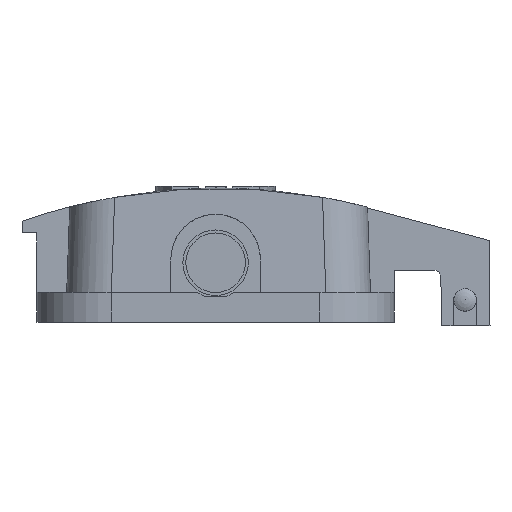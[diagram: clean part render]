
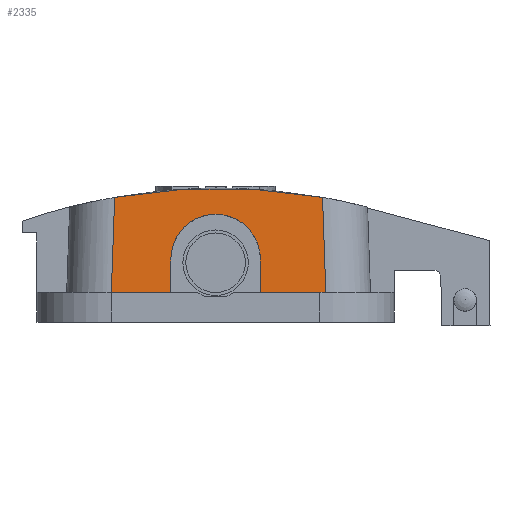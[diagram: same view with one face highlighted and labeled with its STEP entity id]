
A CAD part, left-side view. The second image highlights one B-rep face of the part: STEP entity #2335.
In plain terms, the highlighted planar face has unit normal (-0.999, 0, 0.035).
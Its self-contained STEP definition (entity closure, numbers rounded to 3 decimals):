
#1946=ELLIPSE('',#7538,6.004,6.);
#1948=ELLIPSE('',#7542,80.049,80.);
#2335=ADVANCED_FACE('',(#2778),#2547,.T.);
#2547=PLANE('',#7543);
#2778=FACE_OUTER_BOUND('',#3050,.T.);
#3050=EDGE_LOOP('',(#4346,#4347,#4348,#4349,#4350,#4351,#4352,#4353));
#4346=ORIENTED_EDGE('',*,*,#5845,.T.);
#4347=ORIENTED_EDGE('',*,*,#5852,.T.);
#4348=ORIENTED_EDGE('',*,*,#5831,.T.);
#4349=ORIENTED_EDGE('',*,*,#5853,.T.);
#4350=ORIENTED_EDGE('',*,*,#5854,.T.);
#4351=ORIENTED_EDGE('',*,*,#5848,.T.);
#4352=ORIENTED_EDGE('',*,*,#5855,.T.);
#4353=ORIENTED_EDGE('',*,*,#5841,.F.);
#5144=VERTEX_POINT('',#10803);
#5145=VERTEX_POINT('',#10805);
#5151=VERTEX_POINT('',#10834);
#5152=VERTEX_POINT('',#10835);
#5155=VERTEX_POINT('',#10846);
#5157=VERTEX_POINT('',#10861);
#5158=VERTEX_POINT('',#10862);
#5161=VERTEX_POINT('',#10876);
#5831=EDGE_CURVE('',#5145,#5144,#6368,.T.);
#5841=EDGE_CURVE('',#5151,#5152,#6375,.T.);
#5845=EDGE_CURVE('',#5151,#5155,#1946,.T.);
#5848=EDGE_CURVE('',#5157,#5158,#6379,.T.);
#5852=EDGE_CURVE('',#5155,#5145,#6381,.T.);
#5853=EDGE_CURVE('',#5144,#5161,#6382,.T.);
#5854=EDGE_CURVE('',#5161,#5157,#1948,.T.);
#5855=EDGE_CURVE('',#5158,#5152,#6383,.T.);
#6368=LINE('',#10804,#6838);
#6375=LINE('',#10833,#6845);
#6379=LINE('',#10860,#6849);
#6381=LINE('',#10874,#6851);
#6382=LINE('',#10875,#6852);
#6383=LINE('',#10878,#6853);
#6838=VECTOR('',#8691,1.);
#6845=VECTOR('',#8706,1.);
#6849=VECTOR('',#8716,1.);
#6851=VECTOR('',#8722,1.);
#6852=VECTOR('',#8723,1.);
#6853=VECTOR('',#8726,1.);
#7538=AXIS2_PLACEMENT_3D('',#10845,#8711,#8712);
#7542=AXIS2_PLACEMENT_3D('',#10877,#8724,#8725);
#7543=AXIS2_PLACEMENT_3D('',#10879,#8727,#8728);
#8691=DIRECTION('',(0.,-1.,0.));
#8706=DIRECTION('',(-0.035,0.,-0.999));
#8711=DIRECTION('',(0.999,0.,-0.035));
#8712=DIRECTION('',(0.035,0.,0.999));
#8716=DIRECTION('',(-0.035,0.035,-0.999));
#8722=DIRECTION('',(-0.035,0.,-0.999));
#8723=DIRECTION('',(0.035,0.035,0.999));
#8724=DIRECTION('',(-0.999,0.,0.035));
#8725=DIRECTION('',(-0.035,0.,-0.999));
#8726=DIRECTION('',(0.,-1.,0.));
#8727=DIRECTION('',(-0.999,0.,0.035));
#8728=DIRECTION('',(0.,-1.,0.));
#10803=CARTESIAN_POINT('',(-58.99,-14.804,1.5));
#10804=CARTESIAN_POINT('',(-58.99,14.953,1.5));
#10805=CARTESIAN_POINT('',(-58.99,-6.,1.5));
#10833=CARTESIAN_POINT('',(-59.009,6.,0.945));
#10834=CARTESIAN_POINT('',(-58.833,6.,6.));
#10835=CARTESIAN_POINT('',(-58.99,6.,1.5));
#10845=CARTESIAN_POINT('',(-58.833,0.,6.));
#10846=CARTESIAN_POINT('',(-58.833,-6.,6.));
#10860=CARTESIAN_POINT('',(-58.647,13.661,11.31));
#10861=CARTESIAN_POINT('',(-58.544,13.558,14.273));
#10862=CARTESIAN_POINT('',(-58.99,14.004,1.5));
#10874=CARTESIAN_POINT('',(-58.834,-6.,5.96));
#10875=CARTESIAN_POINT('',(-58.939,-14.753,2.948));
#10876=CARTESIAN_POINT('',(-58.544,-14.358,14.273));
#10877=CARTESIAN_POINT('',(-61.295,-0.4,-64.5));
#10878=CARTESIAN_POINT('',(-58.99,14.953,1.5));
#10879=CARTESIAN_POINT('',(-59.009,14.953,0.945));
